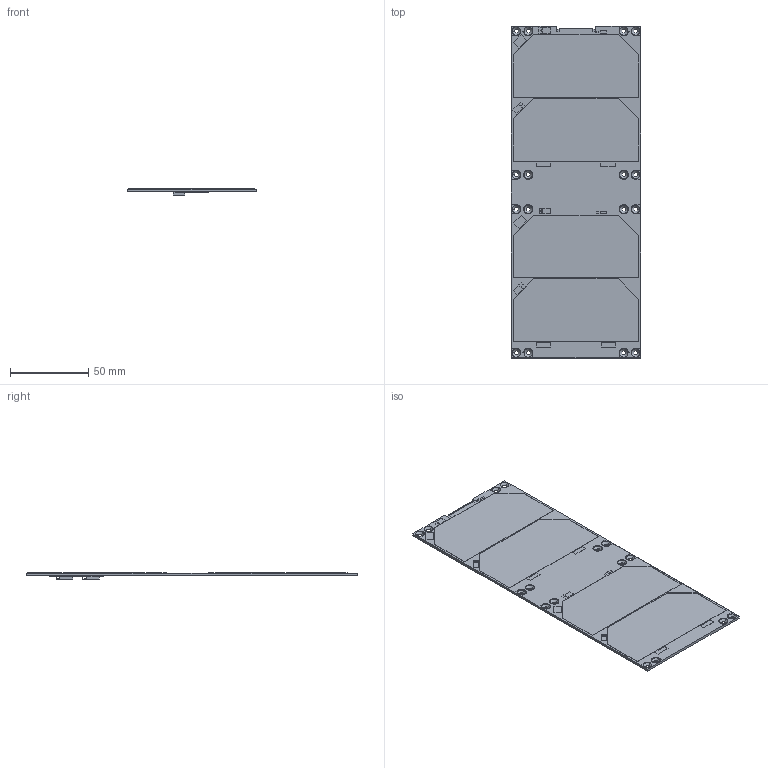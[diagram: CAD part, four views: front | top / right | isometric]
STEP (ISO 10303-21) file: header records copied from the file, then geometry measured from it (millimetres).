
FILE_DESCRIPTION((''),'2;1');
FILE_NAME('ISIS_ISPA_1_5_406_ASS_SW0001','2017-06-16T',('jmig'),(''),'PRO/ENGINEER BY PARAMETRIC TECHNOLOGY CORPORATION, 2015110','PRO/ENGINEER BY PARAMETRIC TECHNOLOGY CORPORATION, 2015110','');
FILE_SCHEMA(('AUTOMOTIVE_DESIGN { 1 0 10303 214 1 1 1 1 }'));
Length unit declared in the file: millimetre
Products named in the file (1): ISIS_ISPA_1_5_406_ASS_SW0001
Bounding box: 82.6 x 211.5 x 3.87 mm (x, y, z)
Volume: 30380.7 mm3; surface area: 36347.1 mm2
Topology: 1 solids, 1 shells, 355 faces, 895 edges, 568 vertices
Faces by surface type: plane 256, cylinder 61, cone 38
Entity records: 11711 total; most frequent: CARTESIAN_POINT 1875, ORIENTED_EDGE 1790, DIRECTION 1786, EDGE_CURVE 895, VECTOR 729, LINE 729, VERTEX_POINT 568, AXIS2_PLACEMENT_3D 527
